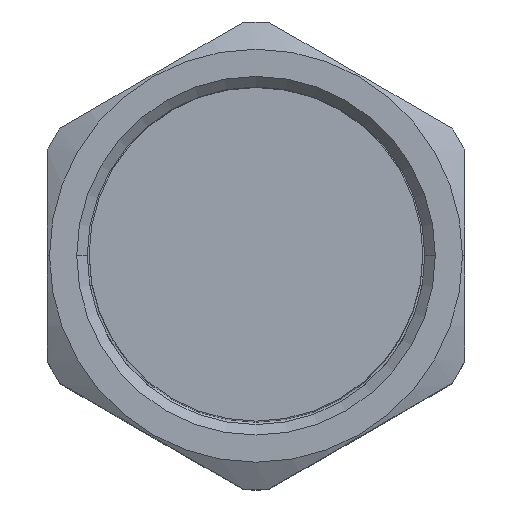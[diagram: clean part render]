
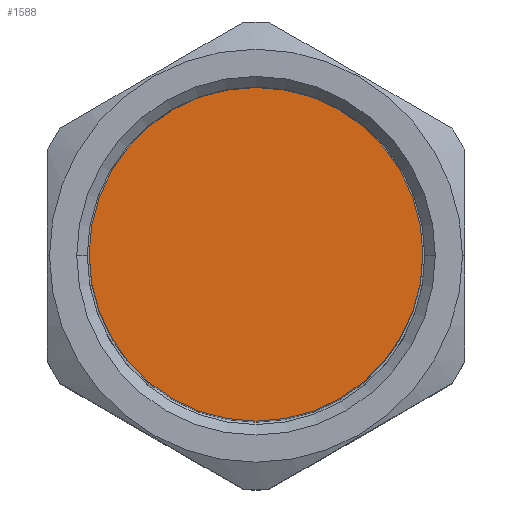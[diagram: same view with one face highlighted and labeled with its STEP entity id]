
A CAD part, top view. The second image highlights one B-rep face of the part: STEP entity #1588.
In plain terms, the highlighted planar face has unit normal (0, 0, 1).
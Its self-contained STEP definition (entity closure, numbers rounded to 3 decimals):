
#19 = FACE_OUTER_BOUND ( 'NONE', #1087, .T. ) ;
#52 = CARTESIAN_POINT ( 'NONE',  ( 3.175, 0., 0. ) ) ;
#136 = CARTESIAN_POINT ( 'NONE',  ( -3.175, 0., 0. ) ) ;
#203 = DIRECTION ( 'NONE',  ( 0., 0., 1. ) ) ;
#259 = CIRCLE ( 'NONE', #566, 3.175 ) ;
#271 = EDGE_CURVE ( 'NONE', #1587, #1358, #259, .T. ) ;
#396 = CARTESIAN_POINT ( 'NONE',  ( 0., 0., 0. ) ) ;
#417 = DIRECTION ( 'NONE',  ( 0., 0., -1. ) ) ;
#437 = AXIS2_PLACEMENT_3D ( 'NONE', #1437, #417, #1728 ) ;
#481 = ORIENTED_EDGE ( 'NONE', *, *, #271, .F. ) ;
#501 = EDGE_CURVE ( 'NONE', #1358, #1587, #964, .T. ) ;
#526 = ORIENTED_EDGE ( 'NONE', *, *, #501, .F. ) ;
#566 = AXIS2_PLACEMENT_3D ( 'NONE', #396, #1707, #1865 ) ;
#749 = CARTESIAN_POINT ( 'NONE',  ( 0., 3.175, 0. ) ) ;
#765 = AXIS2_PLACEMENT_3D ( 'NONE', #749, #203, #1173 ) ;
#964 = CIRCLE ( 'NONE', #437, 3.175 ) ;
#1027 = PLANE ( 'NONE',  #765 ) ;
#1087 = EDGE_LOOP ( 'NONE', ( #526, #481 ) ) ;
#1173 = DIRECTION ( 'NONE',  ( 1., 0., 0. ) ) ;
#1358 = VERTEX_POINT ( 'NONE', #136 ) ;
#1437 = CARTESIAN_POINT ( 'NONE',  ( 0., 0., 0. ) ) ;
#1587 = VERTEX_POINT ( 'NONE', #52 ) ;
#1588 = ADVANCED_FACE ( 'NONE', ( #19 ), #1027, .T. ) ;
#1707 = DIRECTION ( 'NONE',  ( 0., 0., -1. ) ) ;
#1728 = DIRECTION ( 'NONE',  ( -1., 0., 0. ) ) ;
#1865 = DIRECTION ( 'NONE',  ( -1., 0., 0. ) ) ;
